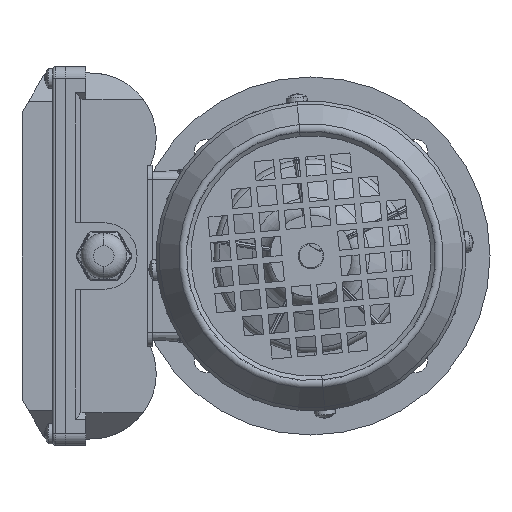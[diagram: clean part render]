
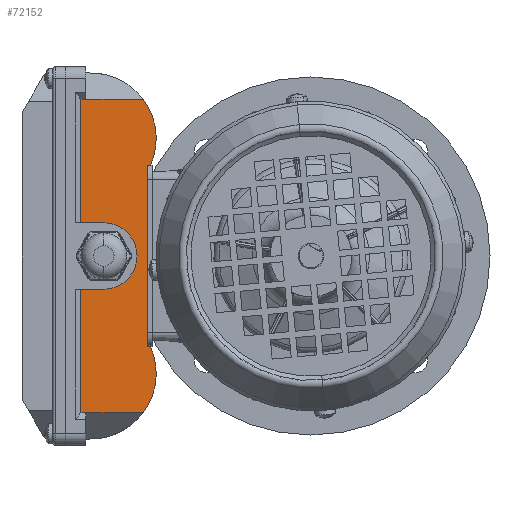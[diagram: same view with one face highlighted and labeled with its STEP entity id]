
A CAD part, left-side view. The second image highlights one B-rep face of the part: STEP entity #72152.
In plain terms, the highlighted face is planar.
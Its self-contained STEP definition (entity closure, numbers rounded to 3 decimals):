
#12499 = DIRECTION ( 'NONE',  ( 1., 0., 0. ) ) ;
#12501 = VECTOR ( 'NONE', #12499, 1000. ) ;
#12502 = CARTESIAN_POINT ( 'NONE',  ( -60.853, 12.818, 2.5 ) ) ;
#12513 = LINE ( 'NONE', #12502, #12501 ) ;
#12620 = CARTESIAN_POINT ( 'NONE',  ( 74.475, 12.818, 2.5 ) ) ;
#12622 = CARTESIAN_POINT ( 'NONE',  ( 26.147, 12.818, 2.5 ) ) ;
#12843 = CARTESIAN_POINT ( 'NONE',  ( -48.182, 12.818, 2.5 ) ) ;
#12845 = DIRECTION ( 'NONE',  ( 1., 0., 0. ) ) ;
#12846 = VECTOR ( 'NONE', #12845, 1000. ) ;
#12847 = CARTESIAN_POINT ( 'NONE',  ( -60.853, 12.818, 2.5 ) ) ;
#12848 = LINE ( 'NONE', #12847, #12846 ) ;
#12850 = CARTESIAN_POINT ( 'NONE',  ( 0.147, 12.818, 2.5 ) ) ;
#13756 = CARTESIAN_POINT ( 'NONE',  ( 74.475, -11.501, 2.5 ) ) ;
#13757 = CARTESIAN_POINT ( 'NONE',  ( 48.647, -14.36, 2.5 ) ) ;
#13759 = DIRECTION ( 'NONE',  ( 1., 0., 0. ) ) ;
#13762 = DIRECTION ( 'NONE',  ( 0., 0., 1. ) ) ;
#13764 = CARTESIAN_POINT ( 'NONE',  ( 59.147, 8.878, 2.5 ) ) ;
#13766 = AXIS2_PLACEMENT_3D ( 'NONE', #13764, #13762, #13759 ) ;
#13777 = CIRCLE ( 'NONE', #13766, 25.5 ) ;
#13866 = CARTESIAN_POINT ( 'NONE',  ( -22.353, -14.36, 2.5 ) ) ;
#13867 = DIRECTION ( 'NONE',  ( 1., 0., 0. ) ) ;
#13868 = DIRECTION ( 'NONE',  ( 0., 0., 1. ) ) ;
#13869 = CARTESIAN_POINT ( 'NONE',  ( -32.853, 8.878, 2.5 ) ) ;
#13871 = AXIS2_PLACEMENT_3D ( 'NONE', #13869, #13868, #13867 ) ;
#13873 = CIRCLE ( 'NONE', #13871, 25.5 ) ;
#13877 = CARTESIAN_POINT ( 'NONE',  ( -48.182, -11.501, 2.5 ) ) ;
#14790 = CARTESIAN_POINT ( 'NONE',  ( -22.353, -13.122, 2.5 ) ) ;
#14792 = DIRECTION ( 'NONE',  ( 0., 1., 0. ) ) ;
#14794 = VECTOR ( 'NONE', #14792, 1000. ) ;
#14795 = CARTESIAN_POINT ( 'NONE',  ( -22.353, -13.122, 2.5 ) ) ;
#14801 = LINE ( 'NONE', #14795, #14794 ) ;
#14930 = CARTESIAN_POINT ( 'NONE',  ( 48.647, -13.122, 2.5 ) ) ;
#14931 = DIRECTION ( 'NONE',  ( 0., 1., 0. ) ) ;
#14932 = VECTOR ( 'NONE', #14931, 1000. ) ;
#14934 = CARTESIAN_POINT ( 'NONE',  ( 48.647, -13.122, 2.5 ) ) ;
#14942 = LINE ( 'NONE', #14934, #14932 ) ;
#15034 = DIRECTION ( 'NONE',  ( -1., 0., 0. ) ) ;
#15035 = VECTOR ( 'NONE', #15034, 1000. ) ;
#15036 = CARTESIAN_POINT ( 'NONE',  ( 13.147, -13.122, 2.5 ) ) ;
#15046 = LINE ( 'NONE', #15036, #15035 ) ;
#15709 = DIRECTION ( 'NONE',  ( 0., 1., 0. ) ) ;
#15711 = VECTOR ( 'NONE', #15709, 1000. ) ;
#15713 = CARTESIAN_POINT ( 'NONE',  ( 74.475, 16.878, 2.5 ) ) ;
#15714 = LINE ( 'NONE', #15713, #15711 ) ;
#15724 = CARTESIAN_POINT ( 'NONE',  ( 74.475, 10.878, 2.5 ) ) ;
#15848 = DIRECTION ( 'NONE',  ( 1., 0., 0. ) ) ;
#15849 = DIRECTION ( 'NONE',  ( 0., 0., 1. ) ) ;
#15850 = CARTESIAN_POINT ( 'NONE',  ( -60.853, 12.818, 2.5 ) ) ;
#15851 = AXIS2_PLACEMENT_3D ( 'NONE', #15850, #15849, #15848 ) ;
#15852 = PLANE ( 'NONE',  #15851 ) ;
#15861 = FACE_OUTER_BOUND ( 'NONE', #72211, .T. ) ;
#15862 = DIRECTION ( 'NONE',  ( 0., -1., 0. ) ) ;
#15863 = VECTOR ( 'NONE', #15862, 1000. ) ;
#15864 = CARTESIAN_POINT ( 'NONE',  ( -48.182, 16.878, 2.5 ) ) ;
#15865 = LINE ( 'NONE', #15864, #15863 ) ;
#15869 = CARTESIAN_POINT ( 'NONE',  ( -48.182, 10.878, 2.5 ) ) ;
#15933 = DIRECTION ( 'NONE',  ( 0., 1., 0. ) ) ;
#15934 = VECTOR ( 'NONE', #15933, 1000. ) ;
#15936 = CARTESIAN_POINT ( 'NONE',  ( 0.147, 16.878, 2.5 ) ) ;
#15939 = LINE ( 'NONE', #15936, #15934 ) ;
#15942 = DIRECTION ( 'NONE',  ( 0., -1., 0. ) ) ;
#15943 = VECTOR ( 'NONE', #15942, 1000. ) ;
#15944 = CARTESIAN_POINT ( 'NONE',  ( -48.182, 16.878, 2.5 ) ) ;
#15946 = LINE ( 'NONE', #15944, #15943 ) ;
#16010 = DIRECTION ( 'NONE',  ( 0., 1., 0. ) ) ;
#16011 = VECTOR ( 'NONE', #16010, 1000. ) ;
#16013 = CARTESIAN_POINT ( 'NONE',  ( 74.475, 10.878, 2.5 ) ) ;
#16014 = LINE ( 'NONE', #16013, #16011 ) ;
#16019 = DIRECTION ( 'NONE',  ( 0., 1., 0. ) ) ;
#16020 = VECTOR ( 'NONE', #16019, 1000. ) ;
#16021 = CARTESIAN_POINT ( 'NONE',  ( 26.147, 12.818, 2.5 ) ) ;
#16022 = LINE ( 'NONE', #16021, #16020 ) ;
#16023 = CARTESIAN_POINT ( 'NONE',  ( 0.147, 3.878, 2.5 ) ) ;
#16025 = CARTESIAN_POINT ( 'NONE',  ( 26.147, 3.878, 2.5 ) ) ;
#16027 = DIRECTION ( 'NONE',  ( 1., 0., 0. ) ) ;
#16029 = DIRECTION ( 'NONE',  ( 0., 0., -1. ) ) ;
#16031 = AXIS2_PLACEMENT_3D ( 'NONE', #16037, #16029, #16027 ) ;
#16032 = CIRCLE ( 'NONE', #16031, 13. ) ;
#16037 = CARTESIAN_POINT ( 'NONE',  ( 13.147, 3.878, 2.5 ) ) ;
#71057 = EDGE_CURVE ( 'NONE', #71058, #71059, #12513, .T. ) ;
#71058 = VERTEX_POINT ( 'NONE', #12622 ) ;
#71059 = VERTEX_POINT ( 'NONE', #12620 ) ;
#71128 = VERTEX_POINT ( 'NONE', #12850 ) ;
#71130 = EDGE_CURVE ( 'NONE', #71131, #71128, #12848, .T. ) ;
#71131 = VERTEX_POINT ( 'NONE', #12843 ) ;
#71404 = EDGE_CURVE ( 'NONE', #71405, #71406, #13777, .T. ) ;
#71405 = VERTEX_POINT ( 'NONE', #13757 ) ;
#71406 = VERTEX_POINT ( 'NONE', #13756 ) ;
#71420 = VERTEX_POINT ( 'NONE', #13877 ) ;
#71422 = EDGE_CURVE ( 'NONE', #71420, #71423, #13873, .T. ) ;
#71423 = VERTEX_POINT ( 'NONE', #13866 ) ;
#71733 = EDGE_CURVE ( 'NONE', #71423, #71734, #14801, .T. ) ;
#71734 = VERTEX_POINT ( 'NONE', #14790 ) ;
#71797 = EDGE_CURVE ( 'NONE', #71405, #71798, #14942, .T. ) ;
#71798 = VERTEX_POINT ( 'NONE', #14930 ) ;
#71843 = EDGE_CURVE ( 'NONE', #71798, #71734, #15046, .T. ) ;
#72103 = VERTEX_POINT ( 'NONE', #15724 ) ;
#72111 = EDGE_CURVE ( 'NONE', #71406, #72103, #15714, .T. ) ;
#72147 = VERTEX_POINT ( 'NONE', #15869 ) ;
#72149 = EDGE_CURVE ( 'NONE', #72147, #71420, #15865, .T. ) ;
#72152 = ADVANCED_FACE ( 'NONE', ( #15861 ), #15852, .F. ) ;
#72200 = ORIENTED_EDGE ( 'NONE', *, *, #71843, .T. ) ;
#72201 = ORIENTED_EDGE ( 'NONE', *, *, #71733, .F. ) ;
#72202 = ORIENTED_EDGE ( 'NONE', *, *, #71422, .F. ) ;
#72203 = ORIENTED_EDGE ( 'NONE', *, *, #72149, .F. ) ;
#72204 = ORIENTED_EDGE ( 'NONE', *, *, #72205, .F. ) ;
#72205 = EDGE_CURVE ( 'NONE', #71131, #72147, #15946, .T. ) ;
#72206 = ORIENTED_EDGE ( 'NONE', *, *, #71130, .T. ) ;
#72207 = ORIENTED_EDGE ( 'NONE', *, *, #72208, .F. ) ;
#72208 = EDGE_CURVE ( 'NONE', #72215, #71128, #15939, .T. ) ;
#72211 = EDGE_LOOP ( 'NONE', ( #72212, #72216, #72218, #72219, #72221, #72222, #72223, #72200, #72201, #72202, #72203, #72204, #72206, #72207 ) ) ;
#72212 = ORIENTED_EDGE ( 'NONE', *, *, #72213, .F. ) ;
#72213 = EDGE_CURVE ( 'NONE', #72214, #72215, #16032, .T. ) ;
#72214 = VERTEX_POINT ( 'NONE', #16025 ) ;
#72215 = VERTEX_POINT ( 'NONE', #16023 ) ;
#72216 = ORIENTED_EDGE ( 'NONE', *, *, #72217, .T. ) ;
#72217 = EDGE_CURVE ( 'NONE', #72214, #71058, #16022, .T. ) ;
#72218 = ORIENTED_EDGE ( 'NONE', *, *, #71057, .T. ) ;
#72219 = ORIENTED_EDGE ( 'NONE', *, *, #72220, .F. ) ;
#72220 = EDGE_CURVE ( 'NONE', #72103, #71059, #16014, .T. ) ;
#72221 = ORIENTED_EDGE ( 'NONE', *, *, #72111, .F. ) ;
#72222 = ORIENTED_EDGE ( 'NONE', *, *, #71404, .F. ) ;
#72223 = ORIENTED_EDGE ( 'NONE', *, *, #71797, .T. ) ;
